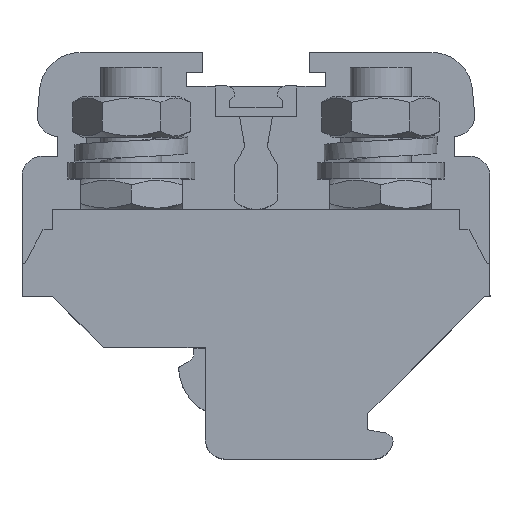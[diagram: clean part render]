
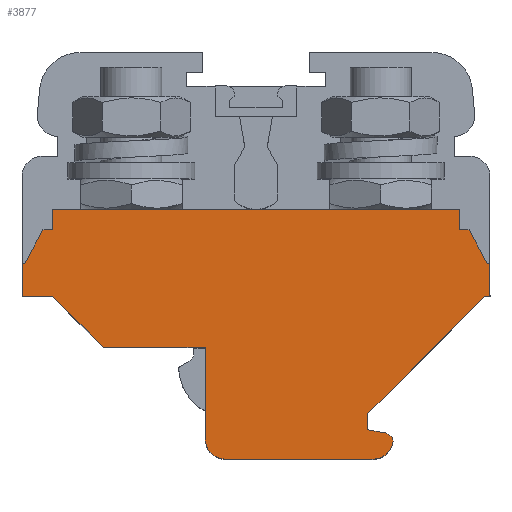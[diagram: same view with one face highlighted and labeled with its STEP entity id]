
A CAD part, top view. The second image highlights one B-rep face of the part: STEP entity #3877.
In plain terms, the highlighted planar face has unit normal (0, 0, 1).
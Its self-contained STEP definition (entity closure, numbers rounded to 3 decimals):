
#142=CIRCLE('',#4043,2.);
#143=CIRCLE('',#4044,2.);
#144=CIRCLE('',#4045,1.);
#215=ORIENTED_EDGE('',*,*,#1037,.T.);
#216=ORIENTED_EDGE('',*,*,#1038,.F.);
#217=ORIENTED_EDGE('',*,*,#1039,.F.);
#218=ORIENTED_EDGE('',*,*,#1040,.F.);
#219=ORIENTED_EDGE('',*,*,#1041,.T.);
#220=ORIENTED_EDGE('',*,*,#1042,.T.);
#221=ORIENTED_EDGE('',*,*,#1043,.T.);
#222=ORIENTED_EDGE('',*,*,#1044,.F.);
#223=ORIENTED_EDGE('',*,*,#1045,.F.);
#224=ORIENTED_EDGE('',*,*,#1046,.F.);
#225=ORIENTED_EDGE('',*,*,#1047,.F.);
#226=ORIENTED_EDGE('',*,*,#1048,.F.);
#227=ORIENTED_EDGE('',*,*,#1049,.F.);
#228=ORIENTED_EDGE('',*,*,#1050,.F.);
#229=ORIENTED_EDGE('',*,*,#1051,.F.);
#230=ORIENTED_EDGE('',*,*,#1052,.F.);
#231=ORIENTED_EDGE('',*,*,#1053,.F.);
#232=ORIENTED_EDGE('',*,*,#1054,.F.);
#233=ORIENTED_EDGE('',*,*,#1055,.F.);
#234=ORIENTED_EDGE('',*,*,#1056,.F.);
#235=ORIENTED_EDGE('',*,*,#1057,.F.);
#236=ORIENTED_EDGE('',*,*,#1058,.F.);
#237=ORIENTED_EDGE('',*,*,#1059,.F.);
#1037=EDGE_CURVE('',#1448,#1449,#1729,.T.);
#1038=EDGE_CURVE('',#1450,#1449,#1730,.T.);
#1039=EDGE_CURVE('',#1451,#1450,#1731,.T.);
#1040=EDGE_CURVE('',#1452,#1451,#1732,.T.);
#1041=EDGE_CURVE('',#1452,#1453,#1733,.T.);
#1042=EDGE_CURVE('',#1453,#1454,#1734,.T.);
#1043=EDGE_CURVE('',#1454,#1455,#1735,.T.);
#1044=EDGE_CURVE('',#1456,#1455,#1736,.T.);
#1045=EDGE_CURVE('',#1457,#1456,#1737,.T.);
#1046=EDGE_CURVE('',#1458,#1457,#1738,.T.);
#1047=EDGE_CURVE('',#1459,#1458,#1739,.T.);
#1048=EDGE_CURVE('',#1460,#1459,#1740,.T.);
#1049=EDGE_CURVE('',#1461,#1460,#1741,.T.);
#1050=EDGE_CURVE('',#1462,#1461,#1742,.T.);
#1051=EDGE_CURVE('',#1463,#1462,#1743,.T.);
#1052=EDGE_CURVE('',#1464,#1463,#142,.T.);
#1053=EDGE_CURVE('',#1465,#1464,#1744,.T.);
#1054=EDGE_CURVE('',#1466,#1465,#143,.T.);
#1055=EDGE_CURVE('',#1467,#1466,#144,.T.);
#1056=EDGE_CURVE('',#1468,#1467,#1745,.T.);
#1057=EDGE_CURVE('',#1469,#1468,#1746,.T.);
#1058=EDGE_CURVE('',#1470,#1469,#1747,.T.);
#1059=EDGE_CURVE('',#1448,#1470,#1748,.T.);
#1448=VERTEX_POINT('',#4992);
#1449=VERTEX_POINT('',#4993);
#1450=VERTEX_POINT('',#4995);
#1451=VERTEX_POINT('',#4997);
#1452=VERTEX_POINT('',#4999);
#1453=VERTEX_POINT('',#5001);
#1454=VERTEX_POINT('',#5003);
#1455=VERTEX_POINT('',#5005);
#1456=VERTEX_POINT('',#5007);
#1457=VERTEX_POINT('',#5009);
#1458=VERTEX_POINT('',#5011);
#1459=VERTEX_POINT('',#5013);
#1460=VERTEX_POINT('',#5015);
#1461=VERTEX_POINT('',#5017);
#1462=VERTEX_POINT('',#5019);
#1463=VERTEX_POINT('',#5021);
#1464=VERTEX_POINT('',#5023);
#1465=VERTEX_POINT('',#5025);
#1466=VERTEX_POINT('',#5027);
#1467=VERTEX_POINT('',#5029);
#1468=VERTEX_POINT('',#5031);
#1469=VERTEX_POINT('',#5033);
#1470=VERTEX_POINT('',#5035);
#1729=LINE('',#4991,#2001);
#1730=LINE('',#4994,#2002);
#1731=LINE('',#4996,#2003);
#1732=LINE('',#4998,#2004);
#1733=LINE('',#5000,#2005);
#1734=LINE('',#5002,#2006);
#1735=LINE('',#5004,#2007);
#1736=LINE('',#5006,#2008);
#1737=LINE('',#5008,#2009);
#1738=LINE('',#5010,#2010);
#1739=LINE('',#5012,#2011);
#1740=LINE('',#5014,#2012);
#1741=LINE('',#5016,#2013);
#1742=LINE('',#5018,#2014);
#1743=LINE('',#5020,#2015);
#1744=LINE('',#5024,#2016);
#1745=LINE('',#5030,#2017);
#1746=LINE('',#5032,#2018);
#1747=LINE('',#5034,#2019);
#1748=LINE('',#5036,#2020);
#2001=VECTOR('',#4275,1000.);
#2002=VECTOR('',#4276,1000.);
#2003=VECTOR('',#4277,1000.);
#2004=VECTOR('',#4278,1000.);
#2005=VECTOR('',#4279,1000.);
#2006=VECTOR('',#4280,1000.);
#2007=VECTOR('',#4281,1000.);
#2008=VECTOR('',#4282,1000.);
#2009=VECTOR('',#4283,1000.);
#2010=VECTOR('',#4284,1000.);
#2011=VECTOR('',#4285,1000.);
#2012=VECTOR('',#4286,1000.);
#2013=VECTOR('',#4287,1000.);
#2014=VECTOR('',#4288,1000.);
#2015=VECTOR('',#4289,1000.);
#2016=VECTOR('',#4292,1000.);
#2017=VECTOR('',#4297,1000.);
#2018=VECTOR('',#4298,1000.);
#2019=VECTOR('',#4299,1000.);
#2020=VECTOR('',#4300,1000.);
#2267=EDGE_LOOP('',(#215,#216,#217,#218,#219,#220,#221,#222,#223,#224,#225,
#226,#227,#228,#229,#230,#231,#232,#233,#234,#235,#236,#237));
#2455=FACE_BOUND('',#2267,.T.);
#2643=PLANE('',#4042);
#3877=ADVANCED_FACE('',(#2455),#2643,.F.);
#4042=AXIS2_PLACEMENT_3D('',#4990,#4273,#4274);
#4043=AXIS2_PLACEMENT_3D('',#5022,#4290,#4291);
#4044=AXIS2_PLACEMENT_3D('',#5026,#4293,#4294);
#4045=AXIS2_PLACEMENT_3D('',#5028,#4295,#4296);
#4273=DIRECTION('',(0.,0.,-1.));
#4274=DIRECTION('',(0.,1.,0.));
#4275=DIRECTION('',(0.,1.,0.));
#4276=DIRECTION('',(1.,0.,0.));
#4277=DIRECTION('',(0.476,-0.879,0.));
#4278=DIRECTION('',(1.,0.,0.));
#4279=DIRECTION('',(0.,1.,0.));
#4280=DIRECTION('',(-1.,0.,0.));
#4281=DIRECTION('',(0.,-1.,0.));
#4282=DIRECTION('',(1.,0.,0.));
#4283=DIRECTION('',(0.476,0.879,0.));
#4284=DIRECTION('',(1.,0.,0.));
#4285=DIRECTION('',(0.,1.,0.));
#4286=DIRECTION('',(-1.,0.,0.));
#4287=DIRECTION('',(-0.707,0.707,0.));
#4288=DIRECTION('',(-1.,0.,0.));
#4289=DIRECTION('',(0.,1.,0.));
#4290=DIRECTION('',(0.,0.,-1.));
#4291=DIRECTION('',(0.,1.,0.));
#4292=DIRECTION('',(-1.,0.,0.));
#4293=DIRECTION('',(0.,0.,-1.));
#4294=DIRECTION('',(0.,1.,0.));
#4295=DIRECTION('',(0.,0.,-1.));
#4296=DIRECTION('',(0.,1.,0.));
#4297=DIRECTION('',(0.982,-0.191,0.));
#4298=DIRECTION('',(0.,-1.,0.));
#4299=DIRECTION('',(-0.707,-0.707,0.));
#4300=DIRECTION('',(-1.,0.,0.));
#4990=CARTESIAN_POINT('',(23.,-60.807,20.));
#4991=CARTESIAN_POINT('',(23.,-60.807,20.));
#4992=CARTESIAN_POINT('',(23.,-5.043,20.));
#4993=CARTESIAN_POINT('',(23.,-1.796,20.));
#4994=CARTESIAN_POINT('',(22.725,-1.796,20.));
#4995=CARTESIAN_POINT('',(22.725,-1.796,20.));
#4996=CARTESIAN_POINT('',(20.937,1.507,20.));
#4997=CARTESIAN_POINT('',(20.937,1.507,20.));
#4998=CARTESIAN_POINT('',(20.937,1.507,20.));
#4999=CARTESIAN_POINT('',(20.,1.507,20.));
#5000=CARTESIAN_POINT('',(20.,1.507,20.));
#5001=CARTESIAN_POINT('',(20.,3.507,20.));
#5002=CARTESIAN_POINT('',(23.,3.507,20.));
#5003=CARTESIAN_POINT('',(-20.,3.507,20.));
#5004=CARTESIAN_POINT('',(-20.,1.507,20.));
#5005=CARTESIAN_POINT('',(-20.,1.507,20.));
#5006=CARTESIAN_POINT('',(-20.937,1.507,20.));
#5007=CARTESIAN_POINT('',(-20.937,1.507,20.));
#5008=CARTESIAN_POINT('',(-20.937,1.507,20.));
#5009=CARTESIAN_POINT('',(-22.725,-1.796,20.));
#5010=CARTESIAN_POINT('',(-22.725,-1.796,20.));
#5011=CARTESIAN_POINT('',(-23.,-1.796,20.));
#5012=CARTESIAN_POINT('',(-23.,-60.807,20.));
#5013=CARTESIAN_POINT('',(-23.,-5.043,20.));
#5014=CARTESIAN_POINT('',(-23.,-5.043,20.));
#5015=CARTESIAN_POINT('',(-20.,-5.043,20.));
#5016=CARTESIAN_POINT('',(-20.,-5.043,20.));
#5017=CARTESIAN_POINT('',(-15.,-10.043,20.));
#5018=CARTESIAN_POINT('',(-15.,-10.043,20.));
#5019=CARTESIAN_POINT('',(-5.,-10.043,20.));
#5020=CARTESIAN_POINT('',(-5.,-10.043,20.));
#5021=CARTESIAN_POINT('',(-5.,-19.043,20.));
#5022=CARTESIAN_POINT('',(-3.,-19.043,20.));
#5023=CARTESIAN_POINT('',(-3.,-21.043,20.));
#5024=CARTESIAN_POINT('',(-3.,-21.043,20.));
#5025=CARTESIAN_POINT('',(11.5,-21.043,20.));
#5026=CARTESIAN_POINT('',(11.5,-19.043,20.));
#5027=CARTESIAN_POINT('',(13.485,-19.284,20.));
#5028=CARTESIAN_POINT('',(12.5,-19.453,20.));
#5029=CARTESIAN_POINT('',(12.691,-18.472,20.));
#5030=CARTESIAN_POINT('',(12.691,-18.472,20.));
#5031=CARTESIAN_POINT('',(11.,-18.143,20.));
#5032=CARTESIAN_POINT('',(11.,-18.143,20.));
#5033=CARTESIAN_POINT('',(11.,-16.543,20.));
#5034=CARTESIAN_POINT('',(11.,-16.543,20.));
#5035=CARTESIAN_POINT('',(22.5,-5.043,20.));
#5036=CARTESIAN_POINT('',(22.5,-5.043,20.));
